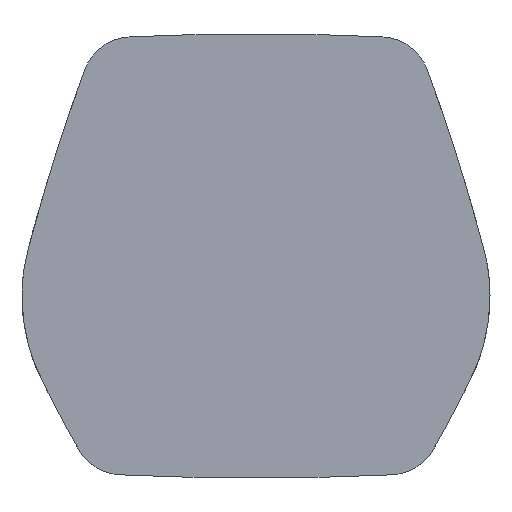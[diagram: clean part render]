
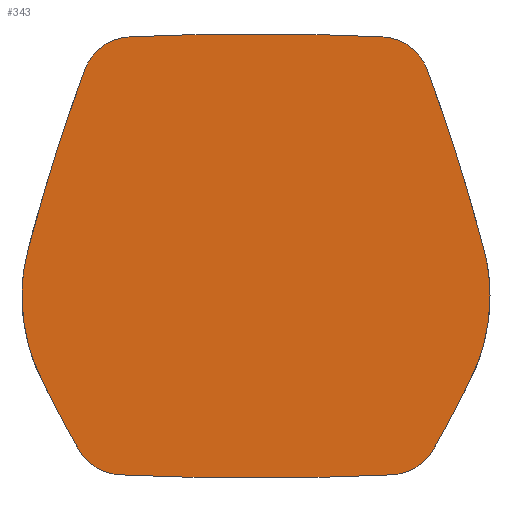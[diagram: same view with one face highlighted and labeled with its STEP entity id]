
A CAD part, left-side view. The second image highlights one B-rep face of the part: STEP entity #343.
In plain terms, the highlighted planar face has unit normal (-1, 0, 0).
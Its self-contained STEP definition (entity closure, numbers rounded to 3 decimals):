
#167=FACE_OUTER_BOUND('',#1188,.T.);
#343=ADVANCED_FACE('',(#167),#514,.F.);
#514=PLANE('',#3125);
#614=LINE('',#4317,#834);
#615=LINE('',#4319,#835);
#617=LINE('',#4326,#837);
#623=LINE('',#4342,#843);
#627=LINE('',#4387,#847);
#628=LINE('',#4416,#848);
#834=VECTOR('',#3402,1.);
#835=VECTOR('',#3405,1.);
#837=VECTOR('',#3413,1.);
#843=VECTOR('',#3425,1.);
#847=VECTOR('',#3449,1.);
#848=VECTOR('',#3460,1.);
#1050=B_SPLINE_CURVE_WITH_KNOTS('',3,(#4395,#4396,#4397,#4398,#4399,#4400),
 .UNSPECIFIED.,.F.,.F.,(4,2,4),(0.,0.5,1.),.UNSPECIFIED.);
#1051=B_SPLINE_CURVE_WITH_KNOTS('',3,(#4402,#4403,#4404,#4405),
 .UNSPECIFIED.,.F.,.F.,(4,4),(0.,1.),.UNSPECIFIED.);
#1052=B_SPLINE_CURVE_WITH_KNOTS('',3,(#4407,#4408,#4409,#4410),
 .UNSPECIFIED.,.F.,.F.,(4,4),(0.,1.),.UNSPECIFIED.);
#1053=B_SPLINE_CURVE_WITH_KNOTS('',3,(#4417,#4418,#4419,#4420),
 .UNSPECIFIED.,.F.,.F.,(4,4),(0.,1.),.UNSPECIFIED.);
#1054=B_SPLINE_CURVE_WITH_KNOTS('',3,(#4422,#4423,#4424,#4425),
 .UNSPECIFIED.,.F.,.F.,(4,4),(0.,1.),.UNSPECIFIED.);
#1055=B_SPLINE_CURVE_WITH_KNOTS('',3,(#4427,#4428,#4429,#4430,#4431,#4432),
 .UNSPECIFIED.,.F.,.F.,(4,2,4),(0.,0.5,1.),.UNSPECIFIED.);
#1188=EDGE_LOOP('',(#1462,#1463,#1464,#1465,#1466,#1467,#1468,#1469,#1470,
#1471,#1472,#1473,#1474,#1475,#1476,#1477,#1478,#1479,#1480,#1481,#1482,
#1483));
#1462=ORIENTED_EDGE('',*,*,#2612,.F.);
#1463=ORIENTED_EDGE('',*,*,#2604,.F.);
#1464=ORIENTED_EDGE('',*,*,#2627,.F.);
#1465=ORIENTED_EDGE('',*,*,#2628,.F.);
#1466=ORIENTED_EDGE('',*,*,#2629,.F.);
#1467=ORIENTED_EDGE('',*,*,#2630,.F.);
#1468=ORIENTED_EDGE('',*,*,#2631,.T.);
#1469=ORIENTED_EDGE('',*,*,#2632,.T.);
#1470=ORIENTED_EDGE('',*,*,#2633,.T.);
#1471=ORIENTED_EDGE('',*,*,#2634,.F.);
#1472=ORIENTED_EDGE('',*,*,#2635,.F.);
#1473=ORIENTED_EDGE('',*,*,#2636,.F.);
#1474=ORIENTED_EDGE('',*,*,#2600,.F.);
#1475=ORIENTED_EDGE('',*,*,#2599,.F.);
#1476=ORIENTED_EDGE('',*,*,#2595,.F.);
#1477=ORIENTED_EDGE('',*,*,#2592,.F.);
#1478=ORIENTED_EDGE('',*,*,#2637,.T.);
#1479=ORIENTED_EDGE('',*,*,#2638,.T.);
#1480=ORIENTED_EDGE('',*,*,#2639,.T.);
#1481=ORIENTED_EDGE('',*,*,#2621,.F.);
#1482=ORIENTED_EDGE('',*,*,#2620,.F.);
#1483=ORIENTED_EDGE('',*,*,#2615,.F.);
#2305=VERTEX_POINT('',#4285);
#2312=VERTEX_POINT('',#4302);
#2313=VERTEX_POINT('',#4306);
#2316=VERTEX_POINT('',#4313);
#2318=VERTEX_POINT('',#4320);
#2320=VERTEX_POINT('',#4327);
#2321=VERTEX_POINT('',#4328);
#2324=VERTEX_POINT('',#4337);
#2329=VERTEX_POINT('',#4352);
#2331=VERTEX_POINT('',#4364);
#2333=VERTEX_POINT('',#4370);
#2338=VERTEX_POINT('',#4388);
#2339=VERTEX_POINT('',#4390);
#2340=VERTEX_POINT('',#4392);
#2341=VERTEX_POINT('',#4394);
#2342=VERTEX_POINT('',#4401);
#2343=VERTEX_POINT('',#4406);
#2344=VERTEX_POINT('',#4411);
#2345=VERTEX_POINT('',#4413);
#2346=VERTEX_POINT('',#4415);
#2347=VERTEX_POINT('',#4421);
#2348=VERTEX_POINT('',#4426);
#2592=EDGE_CURVE('',#2312,#2305,#2995,.T.);
#2595=EDGE_CURVE('',#2305,#2313,#2997,.T.);
#2599=EDGE_CURVE('',#2313,#2316,#614,.T.);
#2600=EDGE_CURVE('',#2316,#2318,#615,.T.);
#2604=EDGE_CURVE('',#2320,#2321,#617,.T.);
#2612=EDGE_CURVE('',#2321,#2324,#623,.T.);
#2615=EDGE_CURVE('',#2324,#2329,#3003,.T.);
#2620=EDGE_CURVE('',#2329,#2331,#3005,.T.);
#2621=EDGE_CURVE('',#2331,#2333,#3006,.T.);
#2627=EDGE_CURVE('',#2338,#2320,#627,.T.);
#2628=EDGE_CURVE('',#2339,#2338,#3008,.T.);
#2629=EDGE_CURVE('',#2340,#2339,#3009,.T.);
#2630=EDGE_CURVE('',#2341,#2340,#3010,.T.);
#2631=EDGE_CURVE('',#2341,#2342,#1050,.T.);
#2632=EDGE_CURVE('',#2342,#2343,#1051,.T.);
#2633=EDGE_CURVE('',#2343,#2344,#1052,.T.);
#2634=EDGE_CURVE('',#2345,#2344,#3011,.T.);
#2635=EDGE_CURVE('',#2346,#2345,#3012,.T.);
#2636=EDGE_CURVE('',#2318,#2346,#628,.T.);
#2637=EDGE_CURVE('',#2312,#2347,#1053,.T.);
#2638=EDGE_CURVE('',#2347,#2348,#1054,.T.);
#2639=EDGE_CURVE('',#2348,#2333,#1055,.T.);
#2995=CIRCLE('',#3098,101.6);
#2997=CIRCLE('',#3101,2.6);
#3003=CIRCLE('',#3112,2.6);
#3005=CIRCLE('',#3115,101.6);
#3006=CIRCLE('',#3117,9.6);
#3008=CIRCLE('',#3120,2.6);
#3009=CIRCLE('',#3121,101.6);
#3010=CIRCLE('',#3122,9.6);
#3011=CIRCLE('',#3123,101.6);
#3012=CIRCLE('',#3124,2.6);
#3098=AXIS2_PLACEMENT_3D('',#4303,#3388,#3389);
#3101=AXIS2_PLACEMENT_3D('',#4309,#3395,#3396);
#3112=AXIS2_PLACEMENT_3D('',#4351,#3430,#3431);
#3115=AXIS2_PLACEMENT_3D('',#4367,#3437,#3438);
#3117=AXIS2_PLACEMENT_3D('',#4369,#3441,#3442);
#3120=AXIS2_PLACEMENT_3D('',#4389,#3450,#3451);
#3121=AXIS2_PLACEMENT_3D('',#4391,#3452,#3453);
#3122=AXIS2_PLACEMENT_3D('',#4393,#3454,#3455);
#3123=AXIS2_PLACEMENT_3D('',#4412,#3456,#3457);
#3124=AXIS2_PLACEMENT_3D('',#4414,#3458,#3459);
#3125=AXIS2_PLACEMENT_3D('',#4433,#3461,#3462);
#3388=DIRECTION('',(1.,0.,0.));
#3389=DIRECTION('',(0.,0.,1.));
#3395=DIRECTION('',(1.,0.,0.));
#3396=DIRECTION('',(0.,0.,-1.));
#3402=DIRECTION('',(0.,-0.999,0.035));
#3405=DIRECTION('',(0.,-1.,0.));
#3413=DIRECTION('',(0.,1.,0.));
#3425=DIRECTION('',(0.,0.999,0.035));
#3430=DIRECTION('',(1.,0.,0.));
#3431=DIRECTION('',(0.,0.,-1.));
#3437=DIRECTION('',(1.,0.,0.));
#3438=DIRECTION('',(0.,0.,-1.));
#3441=DIRECTION('',(1.,0.,0.));
#3442=DIRECTION('',(0.,0.,-1.));
#3449=DIRECTION('',(0.,0.999,-0.035));
#3450=DIRECTION('',(1.,0.,0.));
#3451=DIRECTION('',(0.,0.,-1.));
#3452=DIRECTION('',(1.,0.,0.));
#3453=DIRECTION('',(0.,0.,-1.));
#3454=DIRECTION('',(1.,0.,0.));
#3455=DIRECTION('',(0.,0.,-1.));
#3456=DIRECTION('',(1.,0.,0.));
#3457=DIRECTION('',(0.,0.,1.));
#3458=DIRECTION('',(1.,0.,0.));
#3459=DIRECTION('',(0.,0.,-1.));
#3460=DIRECTION('',(0.,-0.999,-0.035));
#3461=DIRECTION('',(1.,0.,0.));
#3462=DIRECTION('',(0.,0.,-1.));
#4285=CARTESIAN_POINT('',(-0.5,8.881,9.654));
#4302=CARTESIAN_POINT('',(-0.5,11.1,2.932));
#4303=CARTESIAN_POINT('',(-0.5,-86.438,-25.515));
#4306=CARTESIAN_POINT('',(-0.5,6.533,11.353));
#4309=CARTESIAN_POINT('',(-0.5,6.442,8.754));
#4313=CARTESIAN_POINT('',(-0.5,2.955,11.477));
#4317=CARTESIAN_POINT('',(-0.5,6.533,11.353));
#4319=CARTESIAN_POINT('',(-0.5,2.955,11.477));
#4320=CARTESIAN_POINT('',(-0.5,-2.955,11.477));
#4326=CARTESIAN_POINT('',(-0.5,-0.037,-11.517));
#4327=CARTESIAN_POINT('',(-0.5,-2.955,-11.517));
#4328=CARTESIAN_POINT('',(-0.5,2.955,-11.517));
#4337=CARTESIAN_POINT('',(-0.5,7.034,-11.375));
#4342=CARTESIAN_POINT('',(-0.5,2.955,-11.517));
#4351=CARTESIAN_POINT('',(-0.5,6.944,-8.777));
#4352=CARTESIAN_POINT('',(-0.5,9.217,-10.038));
#4364=CARTESIAN_POINT('',(-0.5,11.115,-6.448));
#4367=CARTESIAN_POINT('',(-0.5,-79.631,39.242));
#4369=CARTESIAN_POINT('',(-0.5,2.541,-2.131));
#4370=CARTESIAN_POINT('',(-0.5,12.061,-3.369));
#4387=CARTESIAN_POINT('',(-0.5,-2.955,-11.517));
#4388=CARTESIAN_POINT('',(-0.5,-7.034,-11.375));
#4389=CARTESIAN_POINT('',(-0.5,-6.944,-8.777));
#4390=CARTESIAN_POINT('',(-0.5,-9.217,-10.038));
#4391=CARTESIAN_POINT('',(-0.5,79.631,39.242));
#4392=CARTESIAN_POINT('',(-0.5,-11.115,-6.448));
#4393=CARTESIAN_POINT('',(-0.5,-2.541,-2.131));
#4394=CARTESIAN_POINT('',(-0.5,-12.061,-3.369));
#4395=CARTESIAN_POINT('',(-0.5,-12.061,-3.369));
#4396=CARTESIAN_POINT('',(-0.5,-12.089,-3.152));
#4397=CARTESIAN_POINT('',(-0.5,-12.109,-2.936));
#4398=CARTESIAN_POINT('',(-0.5,-12.136,-2.502));
#4399=CARTESIAN_POINT('',(-0.5,-12.14,-2.35));
#4400=CARTESIAN_POINT('',(-0.5,-12.141,-2.066));
#4401=CARTESIAN_POINT('',(-0.5,-12.141,-2.066));
#4402=CARTESIAN_POINT('',(-0.5,-12.141,-2.066));
#4403=CARTESIAN_POINT('',(-0.5,-12.138,-1.255));
#4404=CARTESIAN_POINT('',(-0.5,-12.033,-0.457));
#4405=CARTESIAN_POINT('',(-0.5,-11.826,0.329));
#4406=CARTESIAN_POINT('',(-0.5,-11.826,0.329));
#4407=CARTESIAN_POINT('',(-0.5,-11.826,0.329));
#4408=CARTESIAN_POINT('',(-0.5,-11.597,1.2));
#4409=CARTESIAN_POINT('',(-0.5,-11.357,2.069));
#4410=CARTESIAN_POINT('',(-0.5,-11.105,2.933));
#4411=CARTESIAN_POINT('',(-0.5,-11.1,2.932));
#4412=CARTESIAN_POINT('',(-0.5,86.438,-25.515));
#4413=CARTESIAN_POINT('',(-0.5,-8.881,9.654));
#4414=CARTESIAN_POINT('',(-0.5,-6.442,8.754));
#4415=CARTESIAN_POINT('',(-0.5,-6.533,11.353));
#4416=CARTESIAN_POINT('',(-0.5,-6.533,11.353));
#4417=CARTESIAN_POINT('',(-0.5,11.105,2.933));
#4418=CARTESIAN_POINT('',(-0.5,11.357,2.069));
#4419=CARTESIAN_POINT('',(-0.5,11.597,1.2));
#4420=CARTESIAN_POINT('',(-0.5,11.826,0.329));
#4421=CARTESIAN_POINT('',(-0.5,11.826,0.329));
#4422=CARTESIAN_POINT('',(-0.5,11.826,0.329));
#4423=CARTESIAN_POINT('',(-0.5,12.033,-0.457));
#4424=CARTESIAN_POINT('',(-0.5,12.138,-1.255));
#4425=CARTESIAN_POINT('',(-0.5,12.141,-2.066));
#4426=CARTESIAN_POINT('',(-0.5,12.141,-2.066));
#4427=CARTESIAN_POINT('',(-0.5,12.141,-2.066));
#4428=CARTESIAN_POINT('',(-0.5,12.14,-2.35));
#4429=CARTESIAN_POINT('',(-0.5,12.136,-2.502));
#4430=CARTESIAN_POINT('',(-0.5,12.109,-2.936));
#4431=CARTESIAN_POINT('',(-0.5,12.089,-3.152));
#4432=CARTESIAN_POINT('',(-0.5,12.061,-3.369));
#4433=CARTESIAN_POINT('',(-0.5,-86.438,-25.515));
